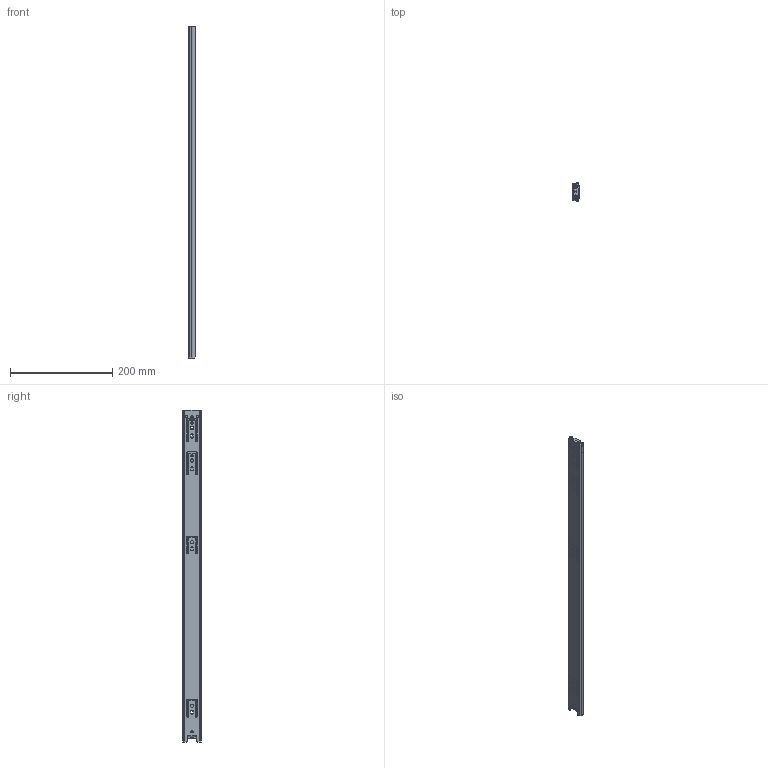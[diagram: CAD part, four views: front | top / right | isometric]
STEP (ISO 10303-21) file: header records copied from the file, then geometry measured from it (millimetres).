
FILE_DESCRIPTION (( 'STEP AP214' ), '1' );
FILE_NAME ('FR_5005.650mm_26inch_closed.STEP', '2022-10-12T09:17:54', ( '' ), ( '' ), 'SwSTEP 2.0', 'SolidWorks 2020', '' );
FILE_SCHEMA (( 'AUTOMOTIVE_DESIGN' ));
Length unit declared in the file: millimetre
Products named in the file (10): 5005.XXX-01.T022_NL  650; FR 5005 MIDDLE STOP; FR 5005 DETENT; FR_5005.650mm_26inch_closed; 5005 TRIGGER RIVET_5050 Trigger Rivet; 5005.XXX-03.T022_NL  650; 5005 STOP RIVET_5050 Trigger Rivet; FR 5005 TRIGGER
Assembly tree (9 placements, depth 3):
  FR_5005.650mm_26inch_closed
    5005.XXX-01.T022_NL  650
      5005.XXX-01.T022_NL  650
      FR 5005 DETENT
      FR 5005 MIDDLE STOP
      5005 STOP RIVET_5050 Trigger Rivet
    5005.XXX-03.T022_NL  650
      5005.XXX-03.T022_NL  650
      FR 5005 TRIGGER
      5005 TRIGGER RIVET_5050 Trigger Rivet
Bounding box: 12.7 x 35.59 x 650 mm (x, y, z)
Volume: 86054.2 mm3; surface area: 119808.2 mm2
Topology: 7 solids, 7 shells, 487 faces, 1325 edges, 851 vertices
Faces by surface type: plane 232, cylinder 231, torus 12, cone 10, bspline 2
Entity records: 16052 total; most frequent: CARTESIAN_POINT 3016, DIRECTION 2720, ORIENTED_EDGE 2634, EDGE_CURVE 1317, AXIS2_PLACEMENT_3D 963, VERTEX_POINT 851, LINE 794, VECTOR 794
